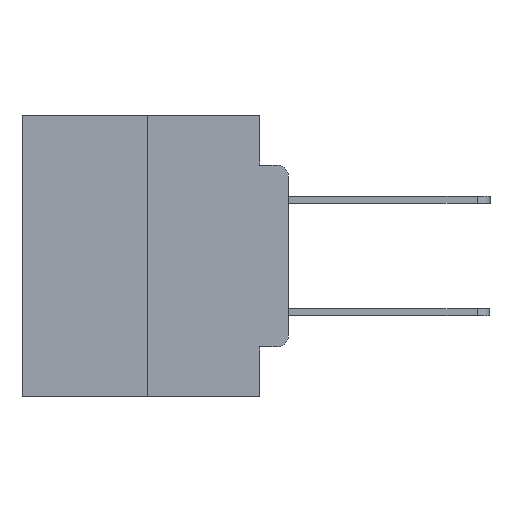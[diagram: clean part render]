
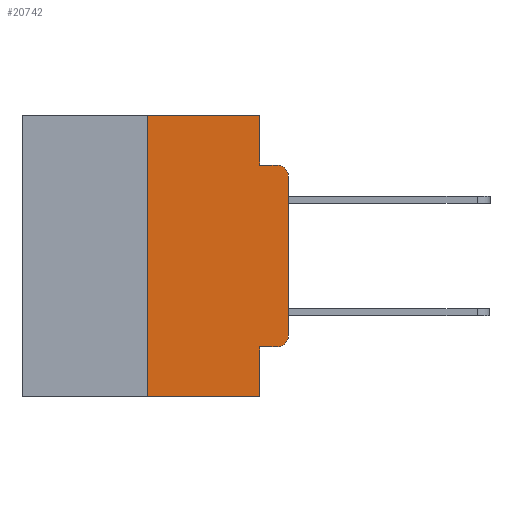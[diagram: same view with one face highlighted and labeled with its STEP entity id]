
A CAD part, left-side view. The second image highlights one B-rep face of the part: STEP entity #20742.
In plain terms, the highlighted planar face has unit normal (-1, 0, 0).
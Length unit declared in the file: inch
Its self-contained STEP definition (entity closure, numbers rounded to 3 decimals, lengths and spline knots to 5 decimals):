
#640 = CARTESIAN_POINT ( 'NONE',  ( 0., 0.25, -0.5 ) ) ;
#1149 = VECTOR ( 'NONE', #1493, 39.37008 ) ;
#1426 = EDGE_CURVE ( 'NONE', #7441, #14583, #20468, .T. ) ;
#1493 = DIRECTION ( 'NONE',  ( 0., 0., -1. ) ) ;
#1906 = LINE ( 'NONE', #15940, #1149 ) ;
#2407 = VERTEX_POINT ( 'NONE', #13186 ) ;
#2955 = EDGE_CURVE ( 'NONE', #7441, #9900, #19741, .T. ) ;
#3421 = EDGE_CURVE ( 'NONE', #8355, #10932, #25666, .T. ) ;
#3558 = VECTOR ( 'NONE', #7979, 39.37008 ) ;
#4032 = VERTEX_POINT ( 'NONE', #14142 ) ;
#4444 = EDGE_CURVE ( 'NONE', #15489, #9900, #16234, .T. ) ;
#5065 = FACE_OUTER_BOUND ( 'NONE', #13479, .T. ) ;
#6335 = DIRECTION ( 'NONE',  ( 0., 0., -1. ) ) ;
#6681 = EDGE_CURVE ( 'NONE', #4032, #18384, #19767, .T. ) ;
#6906 = ORIENTED_EDGE ( 'NONE', *, *, #23240, .T. ) ;
#7248 = CARTESIAN_POINT ( 'NONE',  ( 0., 0.051, 0. ) ) ;
#7441 = VERTEX_POINT ( 'NONE', #15908 ) ;
#7532 = DIRECTION ( 'NONE',  ( 1., 0., 0. ) ) ;
#7559 = CIRCLE ( 'NONE', #20833, 0.02 ) ;
#7979 = DIRECTION ( 'NONE',  ( 0., -1., 0. ) ) ;
#8190 = ORIENTED_EDGE ( 'NONE', *, *, #22050, .F. ) ;
#8355 = VERTEX_POINT ( 'NONE', #15914 ) ;
#8367 = DIRECTION ( 'NONE',  ( 0., 0., 1. ) ) ;
#8713 = CARTESIAN_POINT ( 'NONE',  ( 0., 0.051, -0.5 ) ) ;
#9052 = VECTOR ( 'NONE', #6335, 39.37008 ) ;
#9457 = ORIENTED_EDGE ( 'NONE', *, *, #3421, .F. ) ;
#9660 = VECTOR ( 'NONE', #23896, 39.37008 ) ;
#9728 = CARTESIAN_POINT ( 'NONE',  ( 0., 0.473, 0. ) ) ;
#9757 = AXIS2_PLACEMENT_3D ( 'NONE', #13585, #7532, #21650 ) ;
#9900 = VERTEX_POINT ( 'NONE', #8713 ) ;
#10385 = DIRECTION ( 'NONE',  ( -1., 0., 0. ) ) ;
#10676 = VECTOR ( 'NONE', #8367, 39.37008 ) ;
#10932 = VERTEX_POINT ( 'NONE', #25761 ) ;
#11390 = ORIENTED_EDGE ( 'NONE', *, *, #2955, .F. ) ;
#12019 = ORIENTED_EDGE ( 'NONE', *, *, #1426, .T. ) ;
#12135 = EDGE_CURVE ( 'NONE', #2407, #18384, #7559, .T. ) ;
#12310 = CARTESIAN_POINT ( 'NONE',  ( 0., 0.02, -0.0885 ) ) ;
#12314 = ORIENTED_EDGE ( 'NONE', *, *, #12135, .T. ) ;
#12340 = CARTESIAN_POINT ( 'NONE',  ( 0., 0.02, -0.1085 ) ) ;
#12695 = DIRECTION ( 'NONE',  ( 0., 0., 1. ) ) ;
#13113 = DIRECTION ( 'NONE',  ( 0., -1., 0. ) ) ;
#13186 = CARTESIAN_POINT ( 'NONE',  ( 0., 0., -0.1085 ) ) ;
#13193 = VECTOR ( 'NONE', #12695, 39.37008 ) ;
#13479 = EDGE_LOOP ( 'NONE', ( #6906, #12314, #23611, #8190, #9457, #14830, #16068, #11390, #12019, #22682 ) ) ;
#13585 = CARTESIAN_POINT ( 'NONE',  ( 0., 0.473, 0. ) ) ;
#14142 = CARTESIAN_POINT ( 'NONE',  ( 0., 0.051, -0.0885 ) ) ;
#14360 = DIRECTION ( 'NONE',  ( 0., 0., -1. ) ) ;
#14583 = VERTEX_POINT ( 'NONE', #16027 ) ;
#14617 = CARTESIAN_POINT ( 'NONE',  ( 0., 0.25, 0. ) ) ;
#14830 = ORIENTED_EDGE ( 'NONE', *, *, #17971, .F. ) ;
#15085 = AXIS2_PLACEMENT_3D ( 'NONE', #22420, #10385, #24445 ) ;
#15127 = VECTOR ( 'NONE', #18961, 39.37008 ) ;
#15489 = VERTEX_POINT ( 'NONE', #640 ) ;
#15908 = CARTESIAN_POINT ( 'NONE',  ( 0., 0.051, -0.4115 ) ) ;
#15914 = CARTESIAN_POINT ( 'NONE',  ( 0., 0.25, 0. ) ) ;
#15940 = CARTESIAN_POINT ( 'NONE',  ( 0., 0.051, 0. ) ) ;
#16027 = CARTESIAN_POINT ( 'NONE',  ( 0., 0.02, -0.4115 ) ) ;
#16068 = ORIENTED_EDGE ( 'NONE', *, *, #4444, .T. ) ;
#16234 = LINE ( 'NONE', #20280, #19675 ) ;
#17971 = EDGE_CURVE ( 'NONE', #15489, #8355, #18466, .T. ) ;
#18384 = VERTEX_POINT ( 'NONE', #12310 ) ;
#18466 = LINE ( 'NONE', #14617, #13193 ) ;
#18491 = VERTEX_POINT ( 'NONE', #18592 ) ;
#18592 = CARTESIAN_POINT ( 'NONE',  ( 0., 0., -0.3915 ) ) ;
#18961 = DIRECTION ( 'NONE',  ( 0., -1., 0. ) ) ;
#19423 = CARTESIAN_POINT ( 'NONE',  ( 0., 0.051, -0.4115 ) ) ;
#19600 = PLANE ( 'NONE',  #9757 ) ;
#19675 = VECTOR ( 'NONE', #13113, 39.37008 ) ;
#19741 = LINE ( 'NONE', #7248, #9052 ) ;
#19767 = LINE ( 'NONE', #19975, #3558 ) ;
#19975 = CARTESIAN_POINT ( 'NONE',  ( 0., 0.051, -0.0885 ) ) ;
#20280 = CARTESIAN_POINT ( 'NONE',  ( 0., 0.473, -0.5 ) ) ;
#20468 = LINE ( 'NONE', #19423, #15127 ) ;
#20742 = ADVANCED_FACE ( 'NONE', ( #5065 ), #19600, .F. ) ;
#20833 = AXIS2_PLACEMENT_3D ( 'NONE', #12340, #26321, #14360 ) ;
#21650 = DIRECTION ( 'NONE',  ( 0., 0., -1. ) ) ;
#22050 = EDGE_CURVE ( 'NONE', #10932, #4032, #1906, .T. ) ;
#22420 = CARTESIAN_POINT ( 'NONE',  ( 0., 0.02, -0.3915 ) ) ;
#22447 = CARTESIAN_POINT ( 'NONE',  ( 0., 0., 0. ) ) ;
#22682 = ORIENTED_EDGE ( 'NONE', *, *, #26541, .T. ) ;
#23240 = EDGE_CURVE ( 'NONE', #18491, #2407, #25409, .T. ) ;
#23611 = ORIENTED_EDGE ( 'NONE', *, *, #6681, .F. ) ;
#23896 = DIRECTION ( 'NONE',  ( 0., -1., 0. ) ) ;
#24445 = DIRECTION ( 'NONE',  ( 0., 0., -1. ) ) ;
#25409 = LINE ( 'NONE', #22447, #10676 ) ;
#25666 = LINE ( 'NONE', #9728, #9660 ) ;
#25761 = CARTESIAN_POINT ( 'NONE',  ( 0., 0.051, 0. ) ) ;
#26321 = DIRECTION ( 'NONE',  ( -1., 0., 0. ) ) ;
#26395 = CIRCLE ( 'NONE', #15085, 0.02 ) ;
#26541 = EDGE_CURVE ( 'NONE', #14583, #18491, #26395, .T. ) ;
